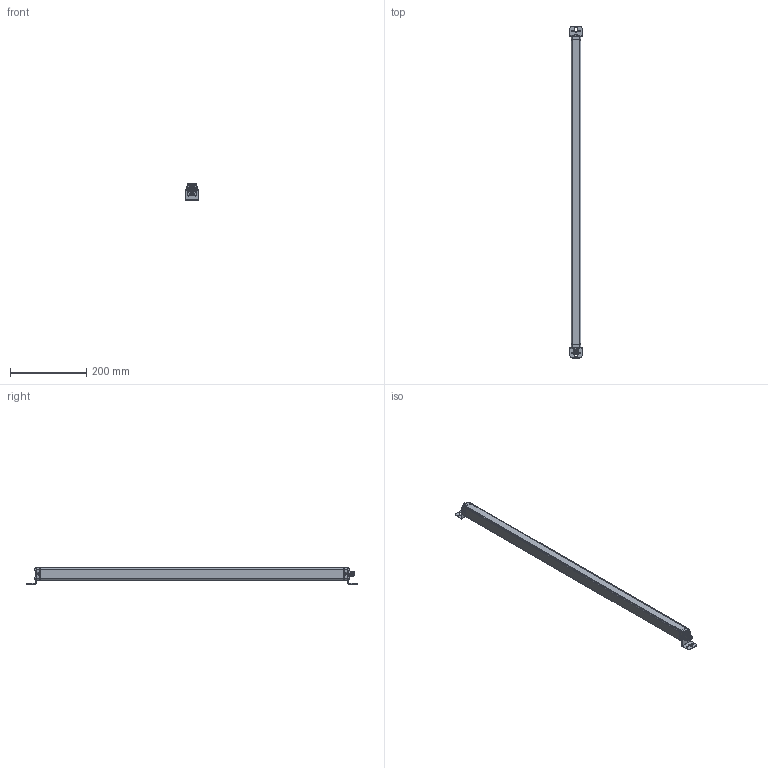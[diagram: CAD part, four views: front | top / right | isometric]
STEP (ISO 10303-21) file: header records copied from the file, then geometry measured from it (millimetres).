
FILE_DESCRIPTION((''),'2;1');
FILE_NAME('139569_SM01_ASM','2023-04-12T11:06:59',('banengservice'),('BANNER ENGINEERING'),'CREO PARAMETRIC BY PTC INC, 2022414','CREO PARAMETRIC BY PTC INC, 2022414','');
FILE_SCHEMA(('CONFIG_CONTROL_DESIGN'));
Length unit declared in the file: inch
Products named in the file (5): 139569_EP01; 139569_PL01; 48461; 46544; 139569_SM01_ASM
Assembly tree (8 placements, depth 2):
  139569_SM01_ASM
    139569_EP01
    139569_PL01
    48461  x2
    46544  x4
Bounding box: 31.75 x 869.1 x 42.57 mm (x, y, z)
Surface area: 191569.6 mm2
Topology: 12 solids, 12 shells, 875 faces, 2168 edges, 1337 vertices
Faces by surface type: cylinder 399, plane 288, sphere 64, torus 58, bspline 45, cone 21
Entity records: 29303 total; most frequent: CARTESIAN_POINT 13641, DIRECTION 3356, ORIENTED_EDGE 3212, EDGE_CURVE 1606, AXIS2_PLACEMENT_3D 1278, VERTEX_POINT 1011, VECTOR 800, LINE 800
